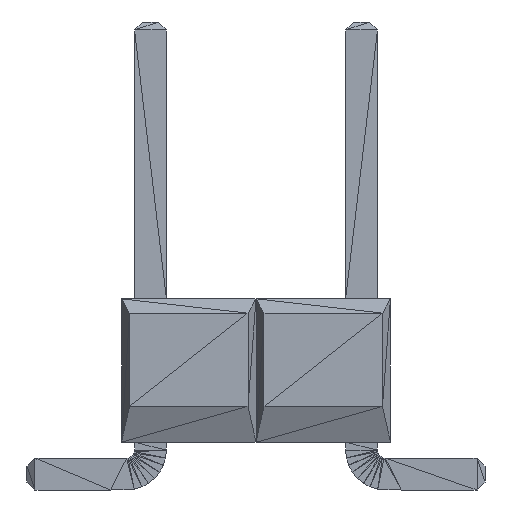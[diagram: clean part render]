
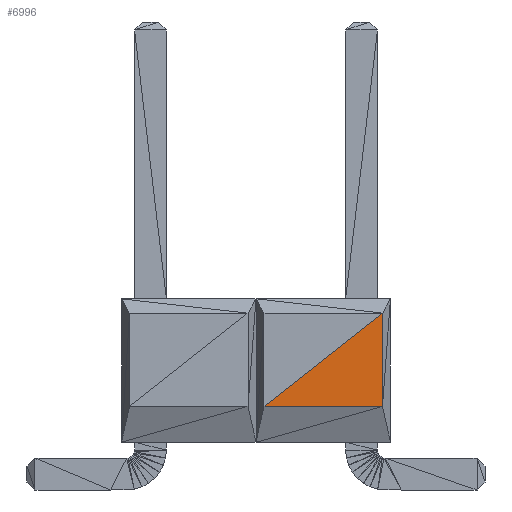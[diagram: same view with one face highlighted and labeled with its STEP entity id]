
A CAD part, left-side view. The second image highlights one B-rep face of the part: STEP entity #6996.
In plain terms, the highlighted planar face has unit normal (-1, 0, 0).
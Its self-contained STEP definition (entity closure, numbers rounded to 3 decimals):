
#6996=ADVANCED_FACE('',(#6997),#7023,.F.);
#6997=FACE_OUTER_BOUND('',#6998,.T.);
#6998=EDGE_LOOP('',(#6999,#7001,#7003));
#6999=ORIENTED_EDGE('',*,*,#7000,.T.);
#7000=EDGE_CURVE('',#7005,#7007,#7009,.T.);
#7001=ORIENTED_EDGE('',*,*,#7002,.T.);
#7002=EDGE_CURVE('',#7007,#7013,#7015,.T.);
#7003=ORIENTED_EDGE('',*,*,#7004,.T.);
#7004=EDGE_CURVE('',#7013,#7005,#7019,.T.);
#7005=VERTEX_POINT('',#7006);
#7006=CARTESIAN_POINT('',(-2.54,-1.613,1.067));
#7007=VERTEX_POINT('',#7008);
#7008=CARTESIAN_POINT('',(-2.54,-0.102,1.067));
#7009=LINE('',#7010,#7011);
#7010=CARTESIAN_POINT('',(-2.54,-1.613,1.067));
#7011=VECTOR('',#7012,1.0);
#7012=DIRECTION('',(0.0,-1.0,0.0));
#7013=VERTEX_POINT('',#7014);
#7014=CARTESIAN_POINT('',(-2.54,-1.613,2.256));
#7015=LINE('',#7016,#7017);
#7016=CARTESIAN_POINT('',(-2.54,-0.102,1.067));
#7017=VECTOR('',#7018,1.0);
#7018=DIRECTION('',(0.0,0.786,-0.618));
#7019=LINE('',#7020,#7021);
#7020=CARTESIAN_POINT('',(-2.54,-1.613,2.256));
#7021=VECTOR('',#7022,1.0);
#7022=DIRECTION('',(0.0,0.0,1.0));
#7023=PLANE('',#7024);
#7024=AXIS2_PLACEMENT_3D('',#7025,#7026,#7027);
#7025=CARTESIAN_POINT('',(-2.54,-0.102,1.067));
#7026=DIRECTION('',(1.0,0.0,0.0));
#7027=DIRECTION('',(0.0,0.0,-1.0));
